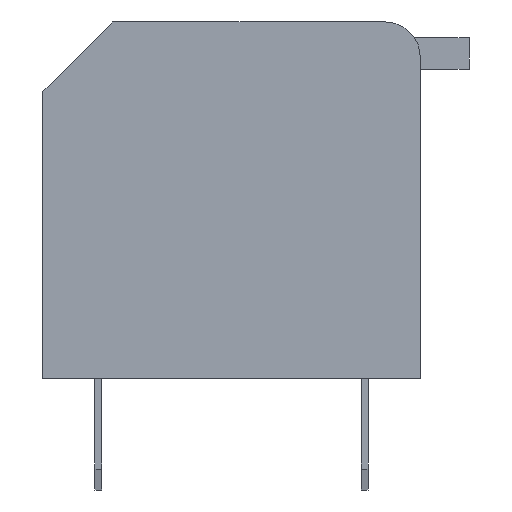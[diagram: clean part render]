
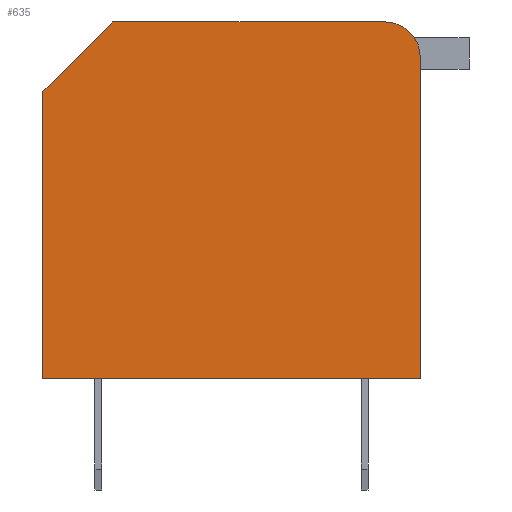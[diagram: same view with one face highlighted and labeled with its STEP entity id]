
A CAD part, left-side view. The second image highlights one B-rep face of the part: STEP entity #635.
In plain terms, the highlighted planar face has unit normal (-1, 0, 0).
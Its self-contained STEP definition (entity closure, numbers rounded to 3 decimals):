
#13=DIRECTION('',(0.,0.,1.));
#36=VECTOR('',#37,1.);
#37=DIRECTION('',(0.,-0.707,0.707));
#43=VECTOR('',#13,1.);
#59=DIRECTION('',(1.,0.,0.));
#60=DIRECTION('',(0.,0.,-1.));
#69=VERTEX_POINT('',#70);
#70=CARTESIAN_POINT('',(-2.,7.21,10.2));
#73=ORIENTED_EDGE('',*,*,#74,.T.);
#74=EDGE_CURVE('',#69,#75,#77,.T.);
#75=VERTEX_POINT('',#76);
#76=CARTESIAN_POINT('',(-2.,-0.59,10.2));
#77=LINE('',#78,#79);
#78=CARTESIAN_POINT('',(-2.,9.21,10.2));
#79=VECTOR('',#80,1.);
#80=DIRECTION('',(0.,-1.,0.));
#87=DIRECTION('',(1.,0.,0.));
#173=VERTEX_POINT('',#174);
#174=CARTESIAN_POINT('',(-2.,9.21,8.2));
#176=ORIENTED_EDGE('',*,*,#177,.T.);
#177=EDGE_CURVE('',#173,#69,#178,.T.);
#178=LINE('',#179,#36);
#179=CARTESIAN_POINT('',(-2.,10.76,6.65));
#191=VERTEX_POINT('',#192);
#192=CARTESIAN_POINT('',(-2.,-1.59,0.));
#195=EDGE_CURVE('',#191,#196,#198,.T.);
#196=VERTEX_POINT('',#197);
#197=CARTESIAN_POINT('',(-2.,-1.59,9.2));
#198=LINE('',#192,#43);
#224=EDGE_CURVE('',#225,#173,#227,.T.);
#225=VERTEX_POINT('',#226);
#226=CARTESIAN_POINT('',(-2.,9.21,0.));
#227=LINE('',#226,#43);
#238=EDGE_CURVE('',#225,#191,#239,.T.);
#239=LINE('',#226,#79);
#635=ADVANCED_FACE('',(#636),#646,.F.);
#636=FACE_BOUND('',#637,.F.);
#637=EDGE_LOOP('',(#73,#638,#643,#644,#645,#176));
#638=ORIENTED_EDGE('',*,*,#639,.T.);
#639=EDGE_CURVE('',#75,#196,#640,.T.);
#640=CIRCLE('',#641,1.);
#641=AXIS2_PLACEMENT_3D('',#642,#59,#60);
#642=CARTESIAN_POINT('',(-2.,-0.59,9.2));
#643=ORIENTED_EDGE('',*,*,#195,.F.);
#644=ORIENTED_EDGE('',*,*,#238,.F.);
#645=ORIENTED_EDGE('',*,*,#224,.T.);
#646=PLANE('',#647);
#647=AXIS2_PLACEMENT_3D('',#226,#87,#80);
